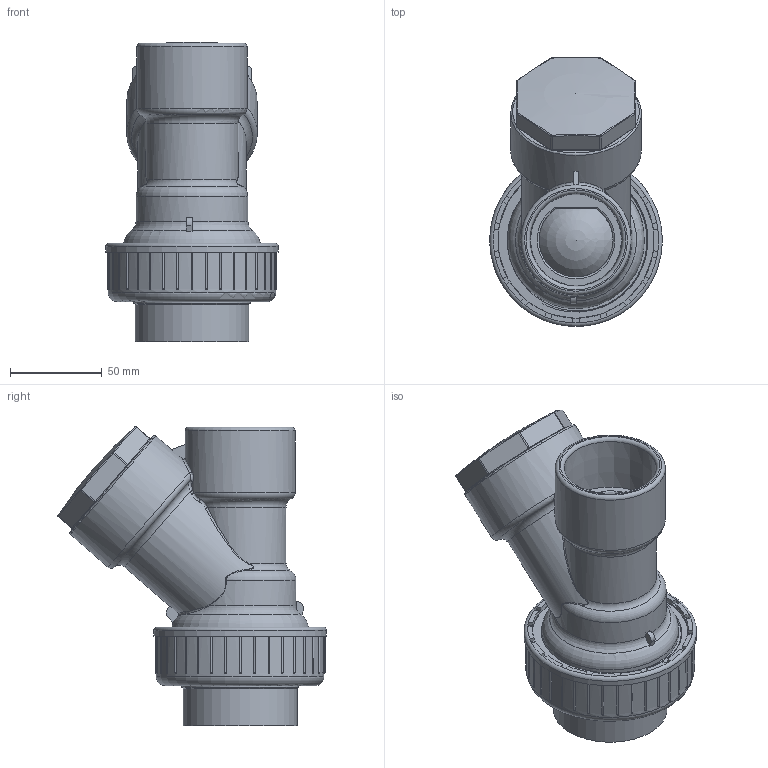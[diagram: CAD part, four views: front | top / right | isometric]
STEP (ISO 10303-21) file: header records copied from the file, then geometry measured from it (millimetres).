
FILE_DESCRIPTION(/* description */ (''),/* implementation_level */ '2;1');
FILE_NAME(/* name */ '50Y型止回阀（透明）.stp',/* time_stamp */ '2023-07-29T09:07:57+08:00',/* author */ (''),/* organization */ (''),/* preprocessor_version */ 'ST-DEVELOPER v16',/* originating_system */ 'SIEMENS PLM Software NX 10.0',/* authorisation */ '');
FILE_SCHEMA (('AUTOMOTIVE_DESIGN { 1 0 10303 214 3 1 1 1 }'));
Length unit declared in the file: millimetre
Products named in the file (1): gelv0BF02830j75q
Bounding box: 94 x 146.46 x 163.39 mm (x, y, z)
Volume: 429924.6 mm3; surface area: 173797.2 mm2
Topology: 10 solids, 10 shells, 422 faces, 1168 edges, 743 vertices
Faces by surface type: plane 157, cylinder 120, bspline 49, torus 40, sphere 38, cone 17, revolution 1
Full cylindrical faces by diameter (mm): 37.35 x1, 38.8 x1, 40 x1, 44.85 x1, 48 x1, 48.26 x1, 50.75 x1, 51 x2, 51.75 x1, 53 x1, 56.656 x10, 57.6 x12, 59.1 x2, 59.7 x2, 60 x1, 61 x1, 62 x2, 63.4 x1, 64 x2, 70 x1, 71.1 x1, 72.4 x1, 74.5 x5, 85 x1, 91.5 x1, 94 x1
Entity records: 23020 total; most frequent: CARTESIAN_POINT 14021, ORIENTED_EDGE 1824, DIRECTION 1791, EDGE_CURVE 912, AXIS2_PLACEMENT_3D 744, VERTEX_POINT 624, EDGE_LOOP 504, ADVANCED_FACE 398
